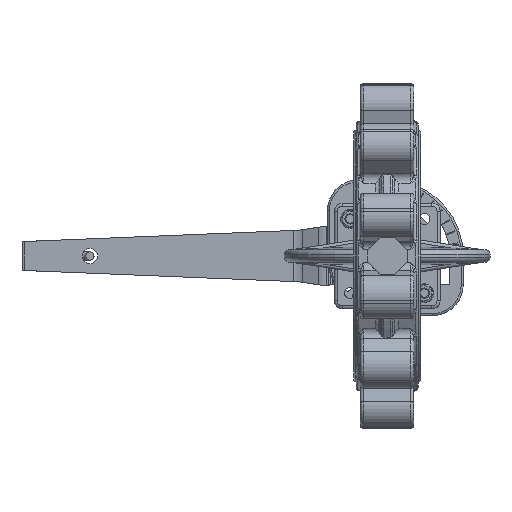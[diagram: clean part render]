
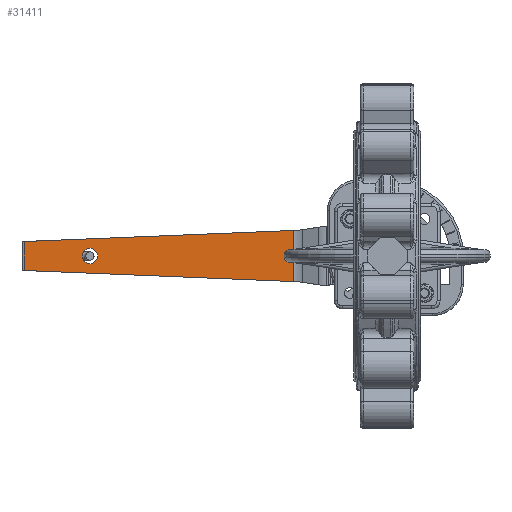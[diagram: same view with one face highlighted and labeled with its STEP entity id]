
A CAD part, front view. The second image highlights one B-rep face of the part: STEP entity #31411.
In plain terms, the highlighted planar face has unit normal (0, -1, 0).
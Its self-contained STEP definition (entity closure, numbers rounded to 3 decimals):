
#31198=CARTESIAN_POINT('',(-353.,263.5,-14.082));
#31199=VERTEX_POINT('',#31198);
#31200=CARTESIAN_POINT('',(-353.,263.5,14.082));
#31201=VERTEX_POINT('',#31200);
#31202=CARTESIAN_POINT('',(-353.,263.5,-14.082));
#31203=DIRECTION('',(0.0,0.0,1.0));
#31204=VECTOR('',#31203,28.164);
#31205=LINE('',#31202,#31204);
#31206=EDGE_CURVE('',#31199,#31201,#31205,.T.);
#31341=CARTESIAN_POINT('',(-90.765,263.5,24.825));
#31342=VERTEX_POINT('',#31341);
#31343=CARTESIAN_POINT('',(-90.765,263.5,24.825));
#31344=DIRECTION('',(-0.999,0.0,-0.041));
#31345=VECTOR('',#31344,262.455);
#31346=LINE('',#31343,#31345);
#31347=EDGE_CURVE('',#31342,#31201,#31346,.T.);
#31377=CARTESIAN_POINT('',(-86.5,263.5,-25.));
#31378=DIRECTION('',(0.0,-1.0,0.0));
#31379=DIRECTION('',(0.0,0.0,-1.0));
#31380=AXIS2_PLACEMENT_3D('',#31377,#31378,#31379);
#31381=PLANE('',#31380);
#31382=ORIENTED_EDGE('',*,*,#31206,.F.);
#31383=CARTESIAN_POINT('',(-90.765,263.5,-24.825));
#31384=VERTEX_POINT('',#31383);
#31385=CARTESIAN_POINT('',(-90.765,263.5,-24.825));
#31386=DIRECTION('',(-0.999,0.0,0.041));
#31387=VECTOR('',#31386,262.455);
#31388=LINE('',#31385,#31387);
#31389=EDGE_CURVE('',#31384,#31199,#31388,.T.);
#31390=ORIENTED_EDGE('',*,*,#31389,.F.);
#31391=CARTESIAN_POINT('',(-90.765,263.5,24.825));
#31392=DIRECTION('',(0.0,0.0,-1.0));
#31393=VECTOR('',#31392,49.651);
#31394=LINE('',#31391,#31393);
#31395=EDGE_CURVE('',#31342,#31384,#31394,.T.);
#31396=ORIENTED_EDGE('',*,*,#31395,.F.);
#31397=ORIENTED_EDGE('',*,*,#31347,.T.);
#31398=EDGE_LOOP('',(#31382,#31390,#31396,#31397));
#31399=FACE_OUTER_BOUND('',#31398,.T.);
#31400=CARTESIAN_POINT('',(-289.,263.5,-7.5));
#31401=VERTEX_POINT('',#31400);
#31402=CARTESIAN_POINT('',(-289.,263.5,0.));
#31403=DIRECTION('',(0.0,1.0,0.0));
#31404=DIRECTION('',(0.0,0.0,1.0));
#31405=AXIS2_PLACEMENT_3D('',#31402,#31403,#31404);
#31406=CIRCLE('',#31405,7.5);
#31407=EDGE_CURVE('',#31401,#31401,#31406,.T.);
#31408=ORIENTED_EDGE('',*,*,#31407,.T.);
#31409=EDGE_LOOP('',(#31408));
#31410=FACE_BOUND('',#31409,.T.);
#31411=ADVANCED_FACE('',(#31399,#31410),#31381,.T.);
